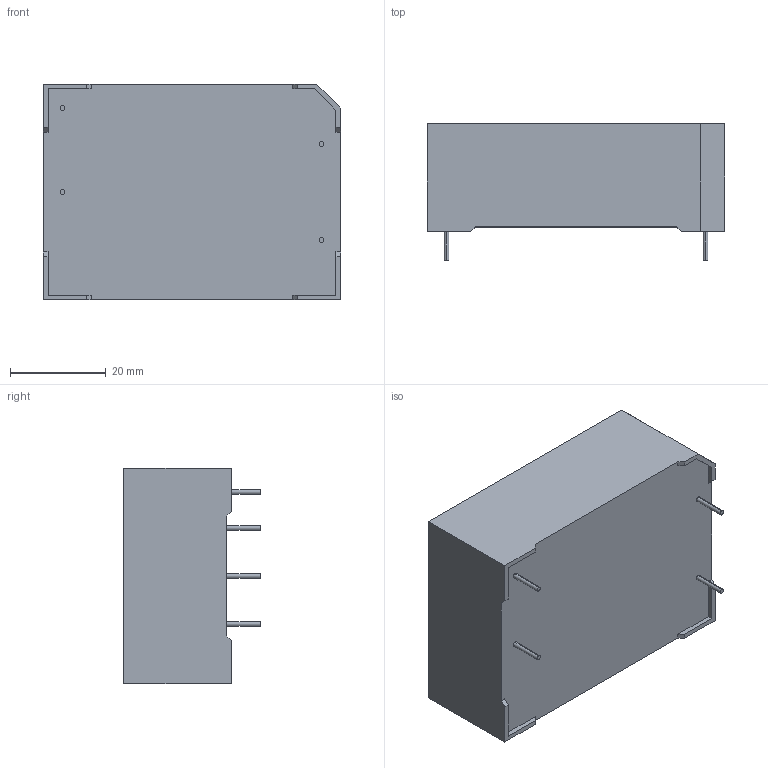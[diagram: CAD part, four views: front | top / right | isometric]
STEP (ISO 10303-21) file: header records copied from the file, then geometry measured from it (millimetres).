
FILE_DESCRIPTION (( 'STEP AP214' ), '1' );
FILE_NAME ('CUI_vsk-s15 series.step', '2021-02-21T00:26:34', ( '' ), ( '' ), 'SwSTEP 2.0', 'SolidWorks 2021', '' );
FILE_SCHEMA (( 'AUTOMOTIVE_DESIGN' ));
Length unit declared in the file: inch
Products named in the file (1): CUI_vsk-s15 series
Bounding box: 62 x 28.5 x 45 mm (x, y, z)
Volume: 59807.5 mm3; surface area: 10322.8 mm2
Topology: 1 solids, 1 shells, 40 faces, 102 edges, 68 vertices
Faces by surface type: plane 32, cylinder 8
Entity records: 1762 total; most frequent: CARTESIAN_POINT 211, ORIENTED_EDGE 204, DIRECTION 200, EDGE_CURVE 102, LINE 86, VECTOR 86, VERTEX_POINT 68, AXIS2_PLACEMENT_3D 57
